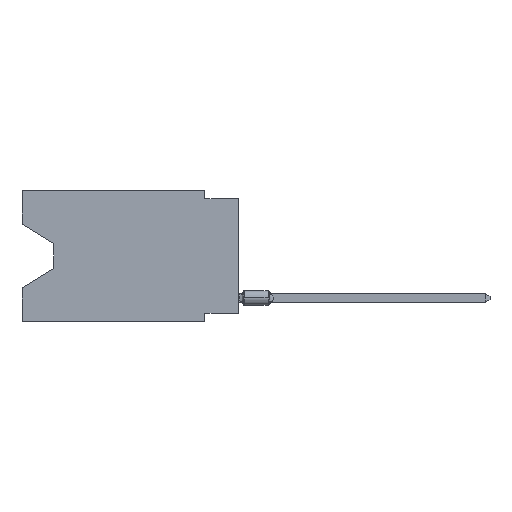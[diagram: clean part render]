
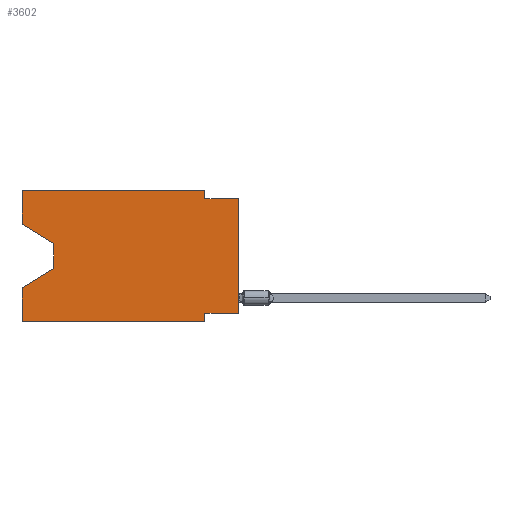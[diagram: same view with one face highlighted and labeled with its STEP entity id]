
A CAD part, left-side view. The second image highlights one B-rep face of the part: STEP entity #3602.
In plain terms, the highlighted planar face has unit normal (-1, 0, 0).
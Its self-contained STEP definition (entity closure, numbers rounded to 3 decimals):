
#46 = CARTESIAN_POINT ( 'NONE',  ( 0., 2.54, 0. ) ) ;
#59 = EDGE_CURVE ( 'NONE', #26986, #1255, #28127, .T. ) ;
#420 = CARTESIAN_POINT ( 'NONE',  ( 0., 16.383, -2.546 ) ) ;
#477 = CARTESIAN_POINT ( 'NONE',  ( 0., 2.54, -0.635 ) ) ;
#971 = CARTESIAN_POINT ( 'NONE',  ( 0., 0., 0. ) ) ;
#1180 = ORIENTED_EDGE ( 'NONE', *, *, #22320, .F. ) ;
#1255 = VERTEX_POINT ( 'NONE', #28138 ) ;
#1448 = EDGE_CURVE ( 'NONE', #29687, #18919, #26610, .T. ) ;
#2731 = CARTESIAN_POINT ( 'NONE',  ( 0., 16.383, -9.906 ) ) ;
#2967 = ORIENTED_EDGE ( 'NONE', *, *, #59, .F. ) ;
#3381 = VERTEX_POINT ( 'NONE', #477 ) ;
#3602 = ADVANCED_FACE ( 'NONE', ( #4350 ), #26798, .F. ) ;
#3865 = CARTESIAN_POINT ( 'NONE',  ( 0., 16.383, 0. ) ) ;
#3881 = CARTESIAN_POINT ( 'NONE',  ( 0., 2.54, -9.271 ) ) ;
#3995 = CARTESIAN_POINT ( 'NONE',  ( 0., 0., -9.271 ) ) ;
#4085 = VERTEX_POINT ( 'NONE', #2731 ) ;
#4350 = FACE_OUTER_BOUND ( 'NONE', #29154, .T. ) ;
#4729 = VERTEX_POINT ( 'NONE', #32181 ) ;
#6204 = DIRECTION ( 'NONE',  ( 0., 0., -1. ) ) ;
#6235 = VECTOR ( 'NONE', #11247, 1000. ) ;
#6503 = DIRECTION ( 'NONE',  ( 0., -1., 0. ) ) ;
#6544 = LINE ( 'NONE', #3865, #22694 ) ;
#6566 = VECTOR ( 'NONE', #6503, 1000. ) ;
#6592 = CARTESIAN_POINT ( 'NONE',  ( 0., 16.383, -7.36 ) ) ;
#6682 = DIRECTION ( 'NONE',  ( 0., 1., 0. ) ) ;
#6797 = EDGE_CURVE ( 'NONE', #29687, #26986, #29643, .T. ) ;
#7914 = VECTOR ( 'NONE', #20695, 1000. ) ;
#8637 = VECTOR ( 'NONE', #27232, 1000. ) ;
#9912 = DIRECTION ( 'NONE',  ( 0., -1., 0. ) ) ;
#10170 = EDGE_CURVE ( 'NONE', #11173, #27957, #20901, .T. ) ;
#10300 = EDGE_CURVE ( 'NONE', #15323, #20638, #6544, .T. ) ;
#10404 = LINE ( 'NONE', #28145, #7914 ) ;
#10446 = ORIENTED_EDGE ( 'NONE', *, *, #13806, .T. ) ;
#10938 = CARTESIAN_POINT ( 'NONE',  ( 0., 13.97, -5.893 ) ) ;
#10966 = LINE ( 'NONE', #21269, #29047 ) ;
#11173 = VERTEX_POINT ( 'NONE', #17800 ) ;
#11247 = DIRECTION ( 'NONE',  ( 0., 0., 1. ) ) ;
#11434 = DIRECTION ( 'NONE',  ( 1., 0., 0. ) ) ;
#12016 = DIRECTION ( 'NONE',  ( 0., 0., -1. ) ) ;
#12673 = ORIENTED_EDGE ( 'NONE', *, *, #10170, .T. ) ;
#13647 = ORIENTED_EDGE ( 'NONE', *, *, #10300, .F. ) ;
#13806 = EDGE_CURVE ( 'NONE', #4085, #1255, #14098, .T. ) ;
#14098 = LINE ( 'NONE', #24400, #6566 ) ;
#14220 = VECTOR ( 'NONE', #20857, 1000. ) ;
#14968 = CARTESIAN_POINT ( 'NONE',  ( 0., 0., -0.635 ) ) ;
#15323 = VERTEX_POINT ( 'NONE', #33198 ) ;
#15909 = CARTESIAN_POINT ( 'NONE',  ( 0., 0., -9.271 ) ) ;
#16586 = VECTOR ( 'NONE', #12016, 1000. ) ;
#16928 = CARTESIAN_POINT ( 'NONE',  ( 0., 16.383, 0. ) ) ;
#17085 = LINE ( 'NONE', #24864, #16586 ) ;
#17281 = VERTEX_POINT ( 'NONE', #420 ) ;
#17404 = LINE ( 'NONE', #16928, #8637 ) ;
#17407 = VECTOR ( 'NONE', #6682, 1000. ) ;
#17631 = ORIENTED_EDGE ( 'NONE', *, *, #19704, .F. ) ;
#17800 = CARTESIAN_POINT ( 'NONE',  ( 0., 13.97, -5.893 ) ) ;
#17868 = ORIENTED_EDGE ( 'NONE', *, *, #6797, .F. ) ;
#18078 = EDGE_CURVE ( 'NONE', #3381, #18919, #28309, .T. ) ;
#18735 = ORIENTED_EDGE ( 'NONE', *, *, #18078, .F. ) ;
#18772 = EDGE_CURVE ( 'NONE', #4729, #11173, #10404, .T. ) ;
#18788 = VECTOR ( 'NONE', #19467, 1000. ) ;
#18919 = VERTEX_POINT ( 'NONE', #19861 ) ;
#19032 = CARTESIAN_POINT ( 'NONE',  ( 0., 16.383, 0. ) ) ;
#19467 = DIRECTION ( 'NONE',  ( 0., -0.855, -0.519 ) ) ;
#19704 = EDGE_CURVE ( 'NONE', #20638, #3381, #17085, .T. ) ;
#19861 = CARTESIAN_POINT ( 'NONE',  ( 0., 0., -0.635 ) ) ;
#20431 = ORIENTED_EDGE ( 'NONE', *, *, #18772, .T. ) ;
#20638 = VERTEX_POINT ( 'NONE', #46 ) ;
#20695 = DIRECTION ( 'NONE',  ( 0., 0., -1. ) ) ;
#20857 = DIRECTION ( 'NONE',  ( 0., 0., -1. ) ) ;
#20901 = LINE ( 'NONE', #10938, #25396 ) ;
#21037 = CARTESIAN_POINT ( 'NONE',  ( 0., 2.54, -9.906 ) ) ;
#21269 = CARTESIAN_POINT ( 'NONE',  ( 0., 16.383, 0. ) ) ;
#21289 = ORIENTED_EDGE ( 'NONE', *, *, #30175, .F. ) ;
#21461 = AXIS2_PLACEMENT_3D ( 'NONE', #19032, #11434, #6204 ) ;
#22320 = EDGE_CURVE ( 'NONE', #4085, #27957, #17404, .T. ) ;
#22694 = VECTOR ( 'NONE', #29506, 1000. ) ;
#23271 = DIRECTION ( 'NONE',  ( 0., 0.855, -0.519 ) ) ;
#24400 = CARTESIAN_POINT ( 'NONE',  ( 0., 16.383, -9.906 ) ) ;
#24864 = CARTESIAN_POINT ( 'NONE',  ( 0., 2.54, 0. ) ) ;
#25174 = VECTOR ( 'NONE', #9912, 1000. ) ;
#25396 = VECTOR ( 'NONE', #23271, 1000. ) ;
#26610 = LINE ( 'NONE', #971, #6235 ) ;
#26798 = PLANE ( 'NONE',  #21461 ) ;
#26986 = VERTEX_POINT ( 'NONE', #3881 ) ;
#27232 = DIRECTION ( 'NONE',  ( 0., 0., 1. ) ) ;
#27575 = LINE ( 'NONE', #30423, #18788 ) ;
#27957 = VERTEX_POINT ( 'NONE', #6592 ) ;
#28127 = LINE ( 'NONE', #21037, #14220 ) ;
#28138 = CARTESIAN_POINT ( 'NONE',  ( 0., 2.54, -9.906 ) ) ;
#28145 = CARTESIAN_POINT ( 'NONE',  ( 0., 13.97, -4.013 ) ) ;
#28309 = LINE ( 'NONE', #14968, #25174 ) ;
#28884 = ORIENTED_EDGE ( 'NONE', *, *, #1448, .T. ) ;
#29047 = VECTOR ( 'NONE', #31565, 1000. ) ;
#29154 = EDGE_LOOP ( 'NONE', ( #31211, #20431, #12673, #1180, #10446, #2967, #17868, #28884, #18735, #17631, #13647, #21289 ) ) ;
#29506 = DIRECTION ( 'NONE',  ( 0., -1., 0. ) ) ;
#29536 = EDGE_CURVE ( 'NONE', #17281, #4729, #27575, .T. ) ;
#29643 = LINE ( 'NONE', #3995, #17407 ) ;
#29687 = VERTEX_POINT ( 'NONE', #15909 ) ;
#30175 = EDGE_CURVE ( 'NONE', #17281, #15323, #10966, .T. ) ;
#30423 = CARTESIAN_POINT ( 'NONE',  ( 0., 16.383, -2.546 ) ) ;
#31211 = ORIENTED_EDGE ( 'NONE', *, *, #29536, .T. ) ;
#31565 = DIRECTION ( 'NONE',  ( 0., 0., 1. ) ) ;
#32181 = CARTESIAN_POINT ( 'NONE',  ( 0., 13.97, -4.013 ) ) ;
#33198 = CARTESIAN_POINT ( 'NONE',  ( 0., 16.383, 0. ) ) ;
